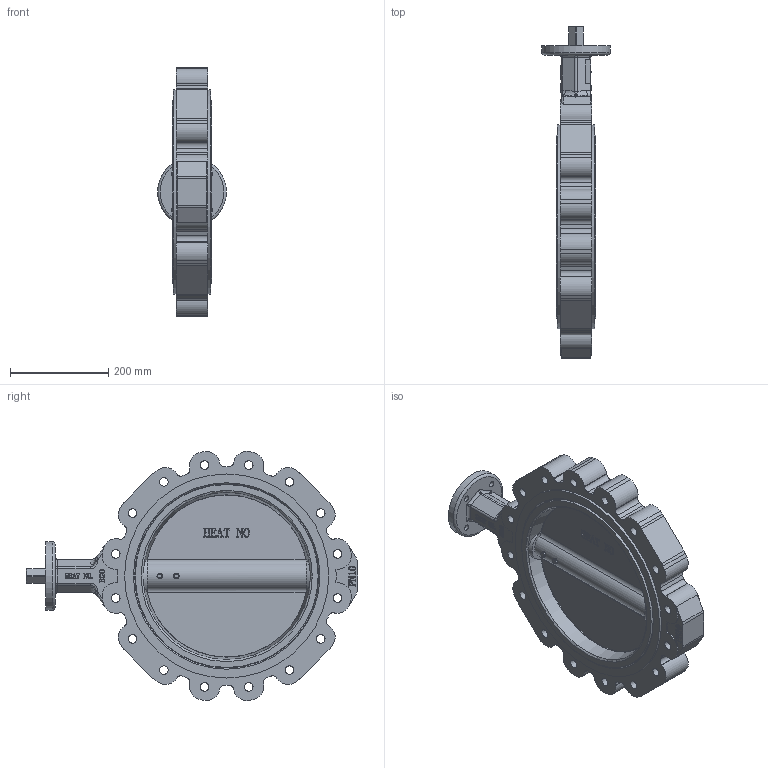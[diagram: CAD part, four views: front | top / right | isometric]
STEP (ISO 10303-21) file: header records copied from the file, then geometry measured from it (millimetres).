
FILE_DESCRIPTION(/* description */ (''),/* implementation_level */ '2;1');
FILE_NAME(/* name */ 'DN350 Lug.stp',/* time_stamp */ '2019-05-06T08:58:00+02:00',/* author */ ('A8711351'),/* organization */ (''),/* preprocessor_version */ 'ST-DEVELOPER v16.5',/* originating_system */ 'Autodesk Inventor LT',/* authorisation */ '');
FILE_SCHEMA (('AUTOMOTIVE_DESIGN { 1 0 10303 214 3 1 1 }'));
Products named in the file (1): Î¦+õ¦Õ1
Bounding box: 140 x 675 x 506.65 mm (x, y, z)
Volume: 9656448.3 mm3; surface area: 1047310.5 mm2
Topology: 8 solids, 8 shells, 1336 faces, 4873 edges, 3717 vertices
Faces by surface type: plane 797, bspline 348, cylinder 161, cone 20, torus 8, sphere 2
Full cylindrical faces by diameter (mm): 12 x4, 17.5 x16, 31.6 x1, 31.8 x2, 38.1 x3, 70 x1, 140 x1, 372.1 x2, 375.1 x2, 415.1 x2
Entity records: 89416 total; most frequent: CARTESIAN_POINT 50407, ORIENTED_EDGE 9602, DIRECTION 5744, EDGE_CURVE 4801, VERTEX_POINT 3705, LINE 3040, VECTOR 3040, EDGE_LOOP 1610
